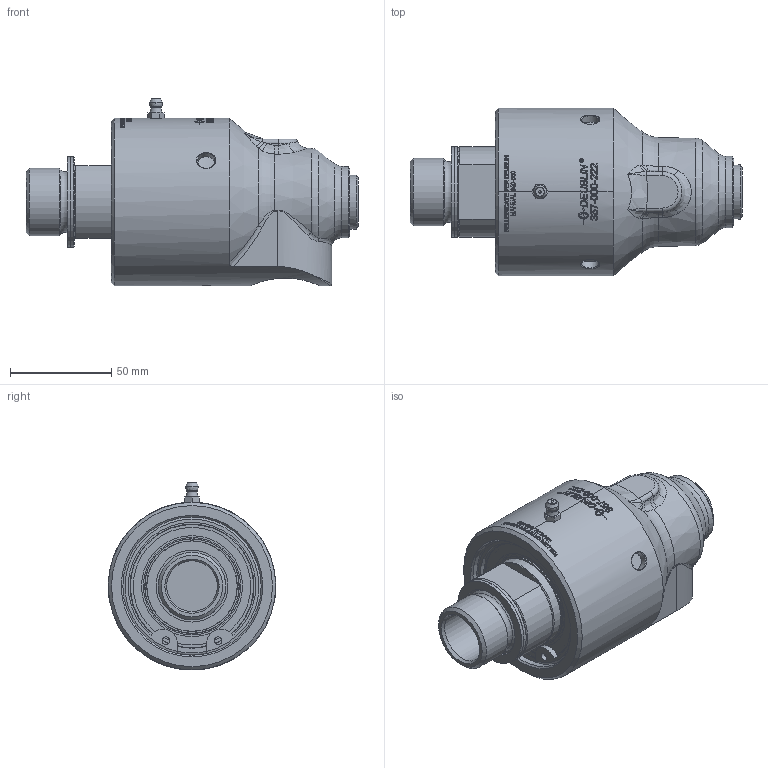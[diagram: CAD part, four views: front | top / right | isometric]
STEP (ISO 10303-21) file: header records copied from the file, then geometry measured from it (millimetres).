
FILE_DESCRIPTION(/* description */ (''),/* implementation_level */ '2;1');
FILE_NAME(/* name */ '357-000-222-IC.stp',/* time_stamp */ '2022-01-18T14:40:16+01:00',/* author */ ('mskipas'),/* organization */ (''),/* preprocessor_version */ 'ST-DEVELOPER v18.1',/* originating_system */ 'Autodesk Inventor 2022',/* authorisation */ '');
FILE_SCHEMA (('AUTOMOTIVE_DESIGN { 1 0 10303 214 3 1 1 }'));
Products named in the file (1): 357-000-222-IC
Bounding box: 163.6 x 82.6 x 92.59 mm (x, y, z)
Volume: 484492 mm3; surface area: 58274.1 mm2
Topology: 1 solids, 6 shells, 987 faces, 2593 edges, 1708 vertices
Faces by surface type: bspline 446, plane 359, cylinder 133, cone 31, torus 16, sphere 2
Full cylindrical faces by diameter (mm): 3 x1, 3.12 x2, 3.72 x2, 8.6 x3, 25 x1, 33.249 x1, 34.9 x1, 35.4 x1, 39.4 x1, 40 x1, 44.5 x1, 44.65 x2, 47.764 x1, 49.775 x1, 57.913 x1, 59.225 x1, 60.725 x1, 61.1 x1, 68 x1, 68.1 x2, 73.8 x1
Entity records: 120459 total; most frequent: CARTESIAN_POINT 99082, ORIENTED_EDGE 5172, DIRECTION 2874, EDGE_CURVE 2586, VERTEX_POINT 1708, B_SPLINE_CURVE_WITH_KNOTS 1184, EDGE_LOOP 1092, FACE_OUTER_BOUND 987
